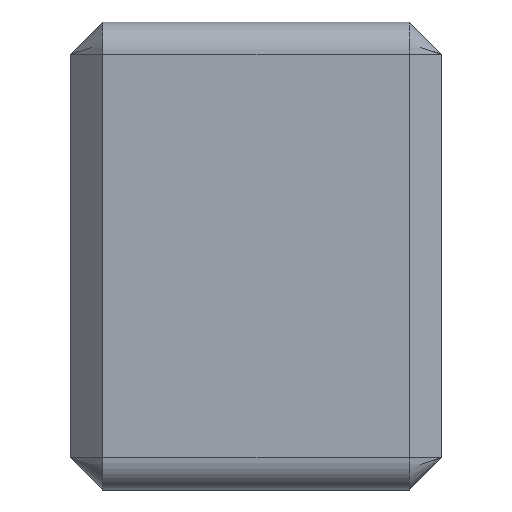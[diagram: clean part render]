
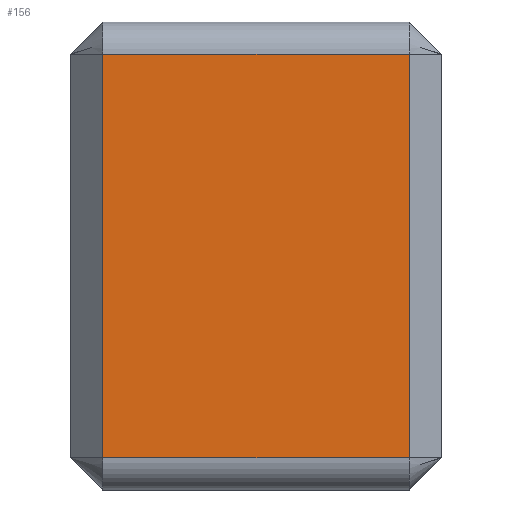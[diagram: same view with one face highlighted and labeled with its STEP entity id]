
A CAD part, left-side view. The second image highlights one B-rep face of the part: STEP entity #156.
In plain terms, the highlighted planar face has unit normal (-1, 0, 0).
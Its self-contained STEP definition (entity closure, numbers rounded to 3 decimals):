
#156 = ADVANCED_FACE( '', ( #316 ), #317, .F. );
#316 = FACE_OUTER_BOUND( '', #475, .T. );
#317 = PLANE( '', #476 );
#475 = EDGE_LOOP( '', ( #840, #841, #842, #843 ) );
#476 = AXIS2_PLACEMENT_3D( '', #844, #845, #846 );
#840 = ORIENTED_EDGE( '', *, *, #936, .T. );
#841 = ORIENTED_EDGE( '', *, *, #926, .T. );
#842 = ORIENTED_EDGE( '', *, *, #1020, .T. );
#843 = ORIENTED_EDGE( '', *, *, #963, .T. );
#844 = CARTESIAN_POINT( '', ( -41., -11.5, 14.5 ) );
#845 = DIRECTION( '', ( 1., 0., 0. ) );
#846 = DIRECTION( '', ( 0., 0., -1. ) );
#926 = EDGE_CURVE( '', #1093, #1090, #1094, .T. );
#936 = EDGE_CURVE( '', #1110, #1093, #1111, .T. );
#963 = EDGE_CURVE( '', #1100, #1110, #1151, .T. );
#1020 = EDGE_CURVE( '', #1090, #1100, #1230, .F. );
#1090 = VERTEX_POINT( '', #1306 );
#1093 = VERTEX_POINT( '', #1310 );
#1094 = LINE( '', #1311, #1312 );
#1100 = VERTEX_POINT( '', #1320 );
#1110 = VERTEX_POINT( '', #1333 );
#1111 = LINE( '', #1334, #1335 );
#1151 = LINE( '', #1392, #1393 );
#1230 = LINE( '', #1506, #1507 );
#1306 = CARTESIAN_POINT( '', ( -41., 9.5, -12.5 ) );
#1310 = CARTESIAN_POINT( '', ( -41., 9.5, 12.5 ) );
#1311 = CARTESIAN_POINT( '', ( -41., 9.5, 14.5 ) );
#1312 = VECTOR( '', #1586, 1000. );
#1320 = CARTESIAN_POINT( '', ( -41., -9.5, -12.5 ) );
#1333 = CARTESIAN_POINT( '', ( -41., -9.5, 12.5 ) );
#1334 = CARTESIAN_POINT( '', ( -41., -11.5, 12.5 ) );
#1335 = VECTOR( '', #1598, 1000. );
#1392 = CARTESIAN_POINT( '', ( -41., -9.5, 12.5 ) );
#1393 = VECTOR( '', #1625, 1000. );
#1506 = CARTESIAN_POINT( '', ( -41., -11.5, -12.5 ) );
#1507 = VECTOR( '', #1681, 1000. );
#1586 = DIRECTION( '', ( 0., 0., -1. ) );
#1598 = DIRECTION( '', ( 0., 1., 0. ) );
#1625 = DIRECTION( '', ( 0., 0., 1. ) );
#1681 = DIRECTION( '', ( 0., 1., 0. ) );
